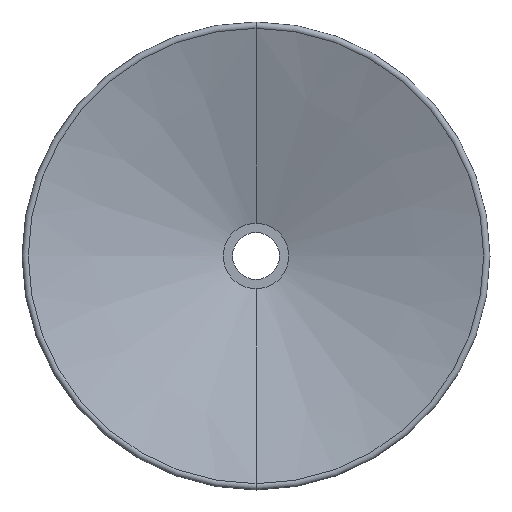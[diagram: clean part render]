
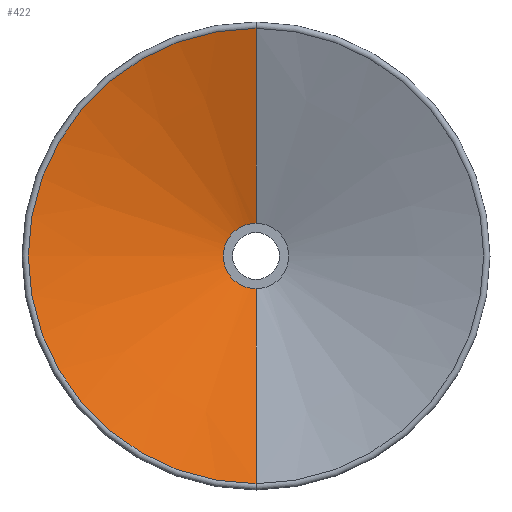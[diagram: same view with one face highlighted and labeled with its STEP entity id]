
A CAD part, front view. The second image highlights one B-rep face of the part: STEP entity #422.
In plain terms, the highlighted conical face has half-angle 71.617 degrees and reference radius 12.183 mm.
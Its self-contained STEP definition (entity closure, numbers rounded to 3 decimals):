
#37 = CARTESIAN_POINT ( 'NONE',  ( 0., -9.5, -1.75 ) ) ;
#48 = CARTESIAN_POINT ( 'NONE',  ( 0., -12.967, -12.183 ) ) ;
#49 = FACE_OUTER_BOUND ( 'NONE', #109, .T. ) ;
#57 = DIRECTION ( 'NONE',  ( 0., 1., 0. ) ) ;
#75 = ORIENTED_EDGE ( 'NONE', *, *, #359, .F. ) ;
#109 = EDGE_LOOP ( 'NONE', ( #179, #366, #653, #75 ) ) ;
#115 = DIRECTION ( 'NONE',  ( 0., -0.315, 0.949 ) ) ;
#161 = VERTEX_POINT ( 'NONE', #37 ) ;
#179 = ORIENTED_EDGE ( 'NONE', *, *, #704, .T. ) ;
#185 = DIRECTION ( 'NONE',  ( 0., 1., 0. ) ) ;
#219 = VERTEX_POINT ( 'NONE', #589 ) ;
#220 = VERTEX_POINT ( 'NONE', #462 ) ;
#222 = CARTESIAN_POINT ( 'NONE',  ( 0., -12.967, 0. ) ) ;
#225 = DIRECTION ( 'NONE',  ( 0., -1., 0. ) ) ;
#289 = DIRECTION ( 'NONE',  ( 0., 0., -1. ) ) ;
#291 = CONICAL_SURFACE ( 'NONE', #605, 12.183, 1.25 ) ;
#301 = LINE ( 'NONE', #48, #758 ) ;
#359 = EDGE_CURVE ( 'NONE', #161, #562, #301, .T. ) ;
#366 = ORIENTED_EDGE ( 'NONE', *, *, #472, .T. ) ;
#395 = AXIS2_PLACEMENT_3D ( 'NONE', #442, #57, #668 ) ;
#420 = CARTESIAN_POINT ( 'NONE',  ( 0., -12.967, 12.183 ) ) ;
#421 = CARTESIAN_POINT ( 'NONE',  ( 0., -12.967, -12.183 ) ) ;
#422 = ADVANCED_FACE ( 'NONE', ( #49 ), #291, .F. ) ;
#430 = CARTESIAN_POINT ( 'NONE',  ( 0., -12.967, 0. ) ) ;
#442 = CARTESIAN_POINT ( 'NONE',  ( 0., -9.5, 0. ) ) ;
#462 = CARTESIAN_POINT ( 'NONE',  ( 0., -9.5, 1.75 ) ) ;
#472 = EDGE_CURVE ( 'NONE', #220, #219, #547, .T. ) ;
#473 = DIRECTION ( 'NONE',  ( 0., -0.315, -0.949 ) ) ;
#524 = EDGE_CURVE ( 'NONE', #562, #219, #757, .T. ) ;
#539 = VECTOR ( 'NONE', #115, 1000. ) ;
#547 = LINE ( 'NONE', #420, #539 ) ;
#562 = VERTEX_POINT ( 'NONE', #421 ) ;
#589 = CARTESIAN_POINT ( 'NONE',  ( 0., -12.967, 12.183 ) ) ;
#605 = AXIS2_PLACEMENT_3D ( 'NONE', #222, #225, #289 ) ;
#645 = AXIS2_PLACEMENT_3D ( 'NONE', #430, #185, #665 ) ;
#653 = ORIENTED_EDGE ( 'NONE', *, *, #524, .F. ) ;
#662 = CIRCLE ( 'NONE', #395, 1.75 ) ;
#665 = DIRECTION ( 'NONE',  ( 0., 0., 1. ) ) ;
#668 = DIRECTION ( 'NONE',  ( 0., 0., 1. ) ) ;
#704 = EDGE_CURVE ( 'NONE', #161, #220, #662, .T. ) ;
#757 = CIRCLE ( 'NONE', #645, 12.183 ) ;
#758 = VECTOR ( 'NONE', #473, 1000. ) ;
